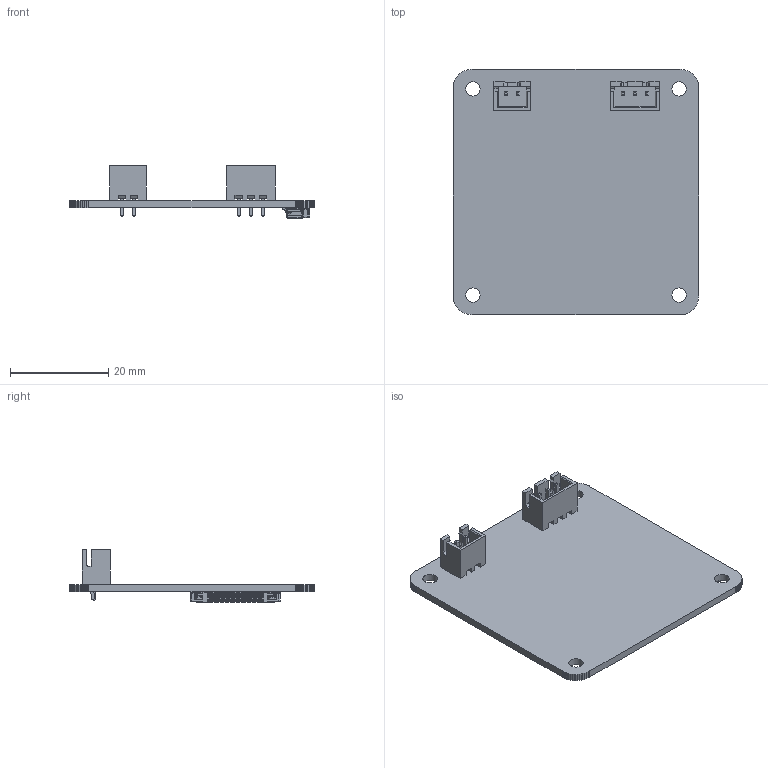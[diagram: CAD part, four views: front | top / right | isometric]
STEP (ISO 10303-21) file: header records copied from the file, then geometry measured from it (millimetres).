
FILE_DESCRIPTION(('KiCad electronic assembly'),'2;1');
FILE_NAME('camera.step','2025-12-04T21:16:40',('Pcbnew'),('Kicad'), 'Open CASCADE STEP processor 7.9','KiCad to STEP converter','Unknown' );
FILE_SCHEMA(('AUTOMOTIVE_DESIGN { 1 0 10303 214 1 1 1 1 }'));
Length unit declared in the file: millimetre
Products named in the file (8): camera 1; JST_XH_B2B-XH-A_1x02_P2.50mm_Vertical; JST_XH_B3B-XH-A_1x03_P2.50mm_Vertical; f32r_22pin_asm; F32R_R; F32R_M; F32R_L; srad-camera_PCB
Assembly tree (26 placements, depth 3):
  camera 1
    JST_XH_B2B-XH-A_1x02_P2.50mm_Vertical
    JST_XH_B3B-XH-A_1x03_P2.50mm_Vertical
    f32r_22pin_asm
      F32R_R
      F32R_M  x20
      F32R_L
    srad-camera_PCB
Bounding box: 50 x 50 x 10.68 mm (x, y, z)
Volume: 4184.1 mm3; surface area: 7045.6 mm2
Topology: 25 solids, 25 shells, 2823 faces, 8121 edges, 5366 vertices
Faces by surface type: plane 2083, cylinder 708, torus 16, bspline 16
Full cylindrical faces by diameter (mm): 0.95 x3, 1 x2, 2.946 x4
Entity records: 31147 total; most frequent: CARTESIAN_POINT 5966, ORIENTED_EDGE 5064, DIRECTION 4652, EDGE_CURVE 2532, LINE 2056, VECTOR 2056, VERTEX_POINT 1642, AXIS2_PLACEMENT_3D 1298
